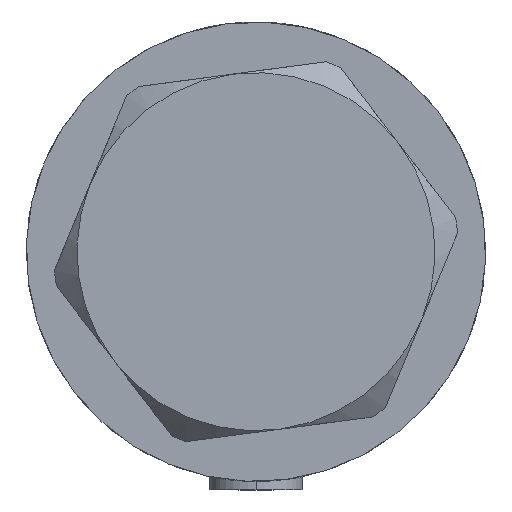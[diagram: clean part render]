
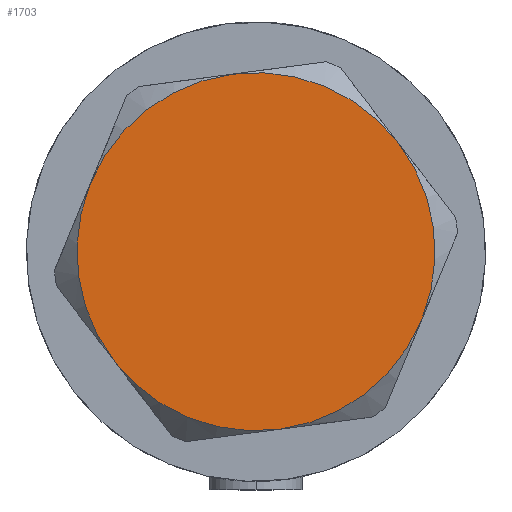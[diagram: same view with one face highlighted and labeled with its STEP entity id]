
A CAD part, left-side view. The second image highlights one B-rep face of the part: STEP entity #1703.
In plain terms, the highlighted face is planar.
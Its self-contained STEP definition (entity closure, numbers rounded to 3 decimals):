
#52 = DIRECTION ( 'NONE',  ( 1., 0., 0. ) ) ;
#188 = DIRECTION ( 'NONE',  ( 0., 0., 1. ) ) ;
#208 = CARTESIAN_POINT ( 'NONE',  ( 0., 0., 13. ) ) ;
#277 = FACE_OUTER_BOUND ( 'NONE', #2446, .T. ) ;
#348 = CARTESIAN_POINT ( 'NONE',  ( 0., 0., 13. ) ) ;
#395 = CIRCLE ( 'NONE', #692, 23. ) ;
#569 = CARTESIAN_POINT ( 'NONE',  ( 11.5, 19.919, 13. ) ) ;
#593 = DIRECTION ( 'NONE',  ( 1., 0., 0. ) ) ;
#617 = CIRCLE ( 'NONE', #990, 23. ) ;
#692 = AXIS2_PLACEMENT_3D ( 'NONE', #2046, #188, #2782 ) ;
#850 = VERTEX_POINT ( 'NONE', #569 ) ;
#920 = VERTEX_POINT ( 'NONE', #993 ) ;
#990 = AXIS2_PLACEMENT_3D ( 'NONE', #208, #1678, #1753 ) ;
#993 = CARTESIAN_POINT ( 'NONE',  ( -11.5, 19.919, 13. ) ) ;
#1068 = CIRCLE ( 'NONE', #1930, 23. ) ;
#1116 = CARTESIAN_POINT ( 'NONE',  ( 23., 0., 13. ) ) ;
#1302 = EDGE_CURVE ( 'NONE', #2491, #2205, #2464, .T. ) ;
#1366 = DIRECTION ( 'NONE',  ( 0., 0., 1. ) ) ;
#1384 = PLANE ( 'NONE',  #2167 ) ;
#1447 = DIRECTION ( 'NONE',  ( 0., 0., 1. ) ) ;
#1494 = DIRECTION ( 'NONE',  ( 1., 0., 0. ) ) ;
#1678 = DIRECTION ( 'NONE',  ( 0., 0., 1. ) ) ;
#1703 = ADVANCED_FACE ( 'NONE', ( #277 ), #1384, .T. ) ;
#1753 = DIRECTION ( 'NONE',  ( 1., 0., 0. ) ) ;
#1791 = AXIS2_PLACEMENT_3D ( 'NONE', #3335, #3309, #1494 ) ;
#1930 = AXIS2_PLACEMENT_3D ( 'NONE', #348, #1447, #2211 ) ;
#2046 = CARTESIAN_POINT ( 'NONE',  ( 0., 0., 13. ) ) ;
#2098 = ORIENTED_EDGE ( 'NONE', *, *, #3614, .T. ) ;
#2167 = AXIS2_PLACEMENT_3D ( 'NONE', #2431, #3900, #593 ) ;
#2205 = VERTEX_POINT ( 'NONE', #2234 ) ;
#2211 = DIRECTION ( 'NONE',  ( 1., 0., 0. ) ) ;
#2234 = CARTESIAN_POINT ( 'NONE',  ( 11.5, -19.919, 13. ) ) ;
#2288 = EDGE_CURVE ( 'NONE', #2205, #3017, #395, .T. ) ;
#2431 = CARTESIAN_POINT ( 'NONE',  ( 0., 0., 13. ) ) ;
#2446 = EDGE_LOOP ( 'NONE', ( #2686, #2098, #2964, #4701, #2752, #4481 ) ) ;
#2464 = CIRCLE ( 'NONE', #2625, 23. ) ;
#2491 = VERTEX_POINT ( 'NONE', #3273 ) ;
#2625 = AXIS2_PLACEMENT_3D ( 'NONE', #3544, #1366, #3645 ) ;
#2686 = ORIENTED_EDGE ( 'NONE', *, *, #2288, .T. ) ;
#2752 = ORIENTED_EDGE ( 'NONE', *, *, #3430, .T. ) ;
#2782 = DIRECTION ( 'NONE',  ( 1., 0., 0. ) ) ;
#2964 = ORIENTED_EDGE ( 'NONE', *, *, #4688, .T. ) ;
#3017 = VERTEX_POINT ( 'NONE', #1116 ) ;
#3109 = CIRCLE ( 'NONE', #1791, 23. ) ;
#3168 = EDGE_CURVE ( 'NONE', #920, #4133, #1068, .T. ) ;
#3238 = CIRCLE ( 'NONE', #4404, 23. ) ;
#3273 = CARTESIAN_POINT ( 'NONE',  ( -11.5, -19.919, 13. ) ) ;
#3309 = DIRECTION ( 'NONE',  ( 0., 0., 1. ) ) ;
#3335 = CARTESIAN_POINT ( 'NONE',  ( 0., 0., 13. ) ) ;
#3430 = EDGE_CURVE ( 'NONE', #4133, #2491, #617, .T. ) ;
#3544 = CARTESIAN_POINT ( 'NONE',  ( 0., 0., 13. ) ) ;
#3614 = EDGE_CURVE ( 'NONE', #3017, #850, #3238, .T. ) ;
#3645 = DIRECTION ( 'NONE',  ( 1., 0., 0. ) ) ;
#3704 = DIRECTION ( 'NONE',  ( 0., 0., 1. ) ) ;
#3900 = DIRECTION ( 'NONE',  ( 0., 0., 1. ) ) ;
#4117 = CARTESIAN_POINT ( 'NONE',  ( 0., 0., 13. ) ) ;
#4133 = VERTEX_POINT ( 'NONE', #4754 ) ;
#4404 = AXIS2_PLACEMENT_3D ( 'NONE', #4117, #3704, #52 ) ;
#4481 = ORIENTED_EDGE ( 'NONE', *, *, #1302, .T. ) ;
#4688 = EDGE_CURVE ( 'NONE', #850, #920, #3109, .T. ) ;
#4701 = ORIENTED_EDGE ( 'NONE', *, *, #3168, .T. ) ;
#4754 = CARTESIAN_POINT ( 'NONE',  ( -23., 0., 13. ) ) ;
